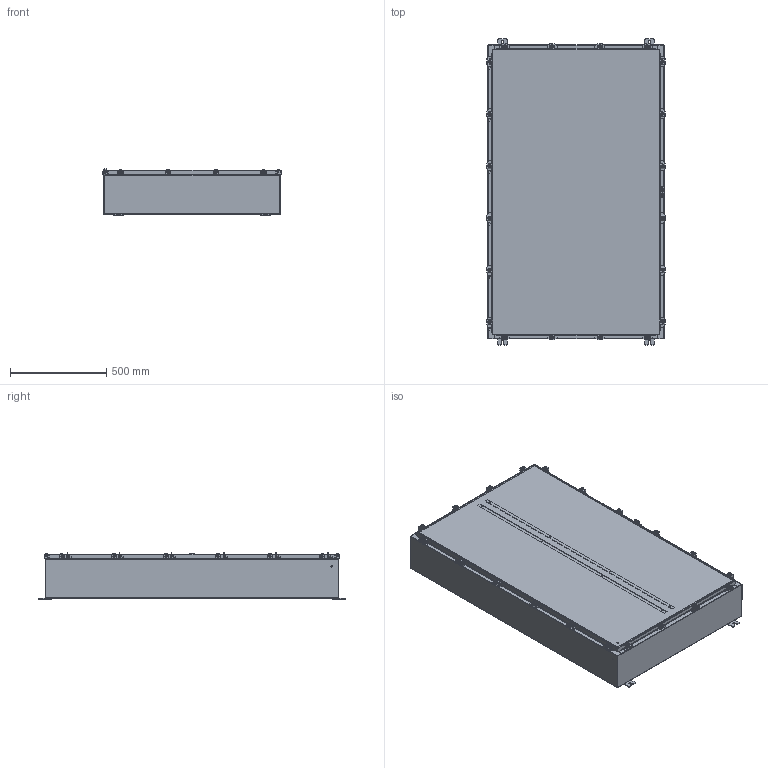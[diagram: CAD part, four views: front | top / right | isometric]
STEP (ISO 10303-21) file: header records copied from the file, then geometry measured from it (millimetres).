
FILE_DESCRIPTION (( 'STEP AP203' ), '1' );
FILE_NAME ('EX60H3608SS6WP.STEP', '2015-04-07T13:23:18', ( 'changeme' ), ( 'Microsoft' ), 'SwSTEP 2.0', 'SolidWorks 2014', '' );
FILE_SCHEMA (( 'CONFIG_CONTROL_DESIGN' ));
Length unit declared in the file: inch
Products named in the file (27): 30X10 Clamp Bracket2; Clamp Top_RTP31; EX60H3608SS6WP Backpanel; N-WMT04X30402202210-00 22101002; EX60H3608SS6WP Clamp Assembly; EX60H3608SS6WP Mounting Studs; N-WMT04X30402202210-00 Clamp Top; N-WMT04X30402202210-00 22104005_DEFAULT; EX60H3608SS6WP Standard Clamps; Quarter-20 CD Stud; Special Clamp Assembly; EX60H3608SS6WP Cover; EX60H3608SS6WP Door Stiffener; EX60H3608SS6WP Special Clamp; EX60H3608SS6WP Body; EX60H3608SS6WP Padlock Staple; EX60H3608SS6WP Enclosure Stiffener; ATEX CLAMP HINGE BRAKET; EX60H3608SS6WP Bottom; EX60H3608SS6WP Padlock Hasp; EX60H3608SS6WP Clamp Bracket; HW-CLN-NH-20320; EX60H3608SS6WP Top; 22101002_RTP29; EX60H3608SS6WP; 10_30 CD Stud; 22104005_DEFAULT_RTP30
Assembly tree (70 placements, depth 4):
  EX60H3608SS6WP
    EX60H3608SS6WP Backpanel
    EX60H3608SS6WP Mounting Studs  x8
    Quarter-20 CD Stud  x2
    EX60H3608SS6WP Door Stiffener
    EX60H3608SS6WP Padlock Staple
    EX60H3608SS6WP Padlock Hasp
    EX60H3608SS6WP Enclosure Stiffener  x2
    EX60H3608SS6WP Standard Clamps  x14
      EX60H3608SS6WP Clamp Bracket
      EX60H3608SS6WP Clamp Assembly
        22101002_RTP29  x2
        22104005_DEFAULT_RTP30
        Clamp Top_RTP31
    EX60H3608SS6WP Cover
    EX60H3608SS6WP Body
    EX60H3608SS6WP Bottom
    EX60H3608SS6WP Top
    10_30 CD Stud  x8
    EX60H3608SS6WP Special Clamp  x6
      30X10 Clamp Bracket2
      Special Clamp Assembly
        N-WMT04X30402202210-00 22101002  x2
        N-WMT04X30402202210-00 22104005_DEFAULT
        N-WMT04X30402202210-00 Clamp Top
    ATEX CLAMP HINGE BRAKET  x6
    HW-CLN-NH-20320  x4
Bounding box: 925.1 x 1587.5 x 240.1 mm (x, y, z)
Volume: 12061598.9 mm3; surface area: 11716148.2 mm2
Topology: 144 solids, 144 shells, 3524 faces, 8580 edges, 5412 vertices
Faces by surface type: plane 1841, cylinder 1347, cone 184, torus 116, bspline 36
Entity records: 27504 total; most frequent: CARTESIAN_POINT 4867, DIRECTION 4039, ORIENTED_EDGE 3702, EDGE_CURVE 1851, AXIS2_PLACEMENT_3D 1416, VECTOR 1207, LINE 1207, VERTEX_POINT 1120
